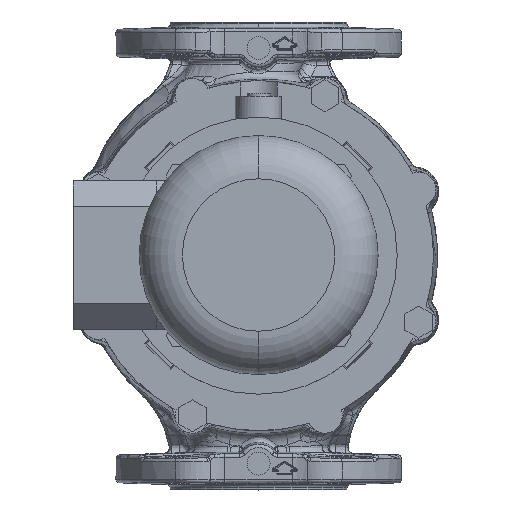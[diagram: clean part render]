
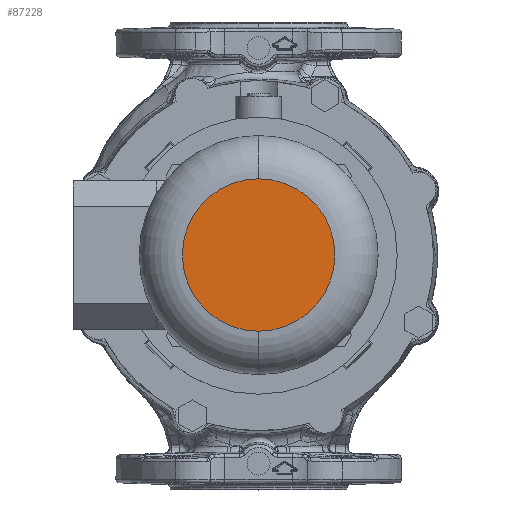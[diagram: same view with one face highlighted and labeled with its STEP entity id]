
A CAD part, top view. The second image highlights one B-rep face of the part: STEP entity #87228.
In plain terms, the highlighted planar face has unit normal (0, 0, 1).
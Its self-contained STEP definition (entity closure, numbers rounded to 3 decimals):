
#2645 = CARTESIAN_POINT ( 'NONE',  ( 0., 44., 323.5 ) ) ;
#15560 = ORIENTED_EDGE ( 'NONE', *, *, #39878, .T. ) ;
#39878 = EDGE_CURVE ( 'NONE', #88251, #73726, #54877, .T. ) ;
#50960 = CARTESIAN_POINT ( 'NONE',  ( 0., 0., 323.5 ) ) ;
#50961 = DIRECTION ( 'NONE',  ( 0., 0., 1. ) ) ;
#50962 = DIRECTION ( 'NONE',  ( 0., 1., 0. ) ) ;
#54877 = CIRCLE ( 'NONE', #54890, 44. ) ;
#54890 = AXIS2_PLACEMENT_3D ( 'NONE', #50960, #50961, #50962 ) ;
#54945 = AXIS2_PLACEMENT_3D ( 'NONE', #55402, #55404, #55405 ) ;
#55402 = CARTESIAN_POINT ( 'NONE',  ( 0., 0., 323.5 ) ) ;
#55404 = DIRECTION ( 'NONE',  ( 0., 0., 1. ) ) ;
#55405 = DIRECTION ( 'NONE',  ( 0., 1., 0. ) ) ;
#55435 = CIRCLE ( 'NONE', #54945, 44. ) ;
#58554 = FACE_OUTER_BOUND ( 'NONE', #76374, .T. ) ;
#58555 = PLANE ( 'NONE',  #84244 ) ;
#58565 = CARTESIAN_POINT ( 'NONE',  ( -44., 0., 323.5 ) ) ;
#58566 = DIRECTION ( 'NONE',  ( 0., 0., -1. ) ) ;
#58567 = DIRECTION ( 'NONE',  ( 0., -1., 0. ) ) ;
#59770 = CARTESIAN_POINT ( 'NONE',  ( 0., -44., 323.5 ) ) ;
#73726 = VERTEX_POINT ( 'NONE', #2645 ) ;
#76374 = EDGE_LOOP ( 'NONE', ( #88701, #15560 ) ) ;
#79916 = EDGE_CURVE ( 'NONE', #73726, #88251, #55435, .T. ) ;
#84244 = AXIS2_PLACEMENT_3D ( 'NONE', #58565, #58566, #58567 ) ;
#87228 = ADVANCED_FACE ( 'NONE', ( #58554 ), #58555, .F. ) ;
#88251 = VERTEX_POINT ( 'NONE', #59770 ) ;
#88701 = ORIENTED_EDGE ( 'NONE', *, *, #79916, .T. ) ;
